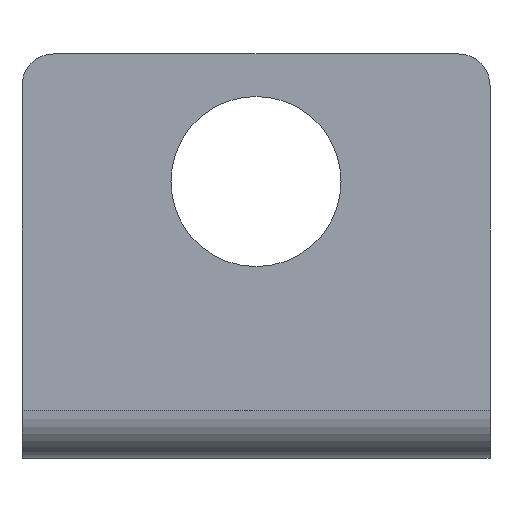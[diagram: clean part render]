
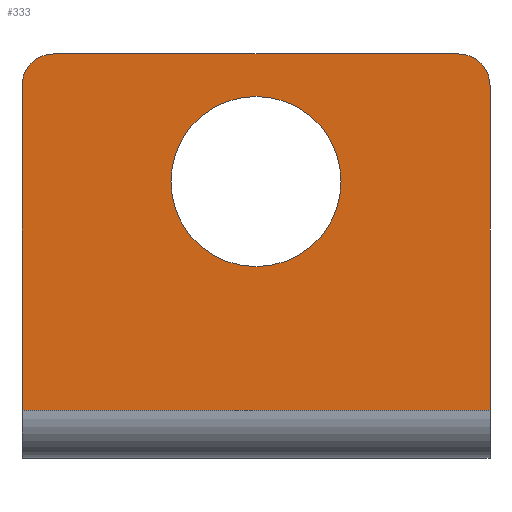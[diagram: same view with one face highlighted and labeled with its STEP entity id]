
A CAD part, front view. The second image highlights one B-rep face of the part: STEP entity #333.
In plain terms, the highlighted planar face has unit normal (0, -1, 0).
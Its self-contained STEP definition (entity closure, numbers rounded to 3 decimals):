
#14 = VERTEX_POINT ( 'NONE', #808 ) ;
#90 = CARTESIAN_POINT ( 'NONE',  ( 22., -15., 31. ) ) ;
#92 = DIRECTION ( 'NONE',  ( -1., 0., 0. ) ) ;
#93 = CARTESIAN_POINT ( 'NONE',  ( 0., -15., 22. ) ) ;
#94 = DIRECTION ( 'NONE',  ( 0., -1., 0. ) ) ;
#95 = DIRECTION ( 'NONE',  ( 0., 0., 1. ) ) ;
#96 = CARTESIAN_POINT ( 'NONE',  ( -19., -15., 34. ) ) ;
#97 = DIRECTION ( 'NONE',  ( 0., 0., 1. ) ) ;
#98 = CARTESIAN_POINT ( 'NONE',  ( -22., -15., 31. ) ) ;
#99 = DIRECTION ( 'NONE',  ( 0., 0., -1. ) ) ;
#100 = CARTESIAN_POINT ( 'NONE',  ( 19., -15., 31. ) ) ;
#101 = DIRECTION ( 'NONE',  ( 0., -1., 0. ) ) ;
#102 = DIRECTION ( 'NONE',  ( 0., 0., 1. ) ) ;
#105 = CARTESIAN_POINT ( 'NONE',  ( -19., -15., 31. ) ) ;
#106 = DIRECTION ( 'NONE',  ( 0., -1., 0. ) ) ;
#107 = DIRECTION ( 'NONE',  ( 0., 0., 1. ) ) ;
#108 = CARTESIAN_POINT ( 'NONE',  ( 22., -15., 31. ) ) ;
#143 = EDGE_CURVE ( 'NONE', #719, #714, #521, .T. ) ;
#229 = CARTESIAN_POINT ( 'NONE',  ( -19., -15., 31. ) ) ;
#232 = PLANE ( 'NONE',  #766 ) ;
#234 = DIRECTION ( 'NONE',  ( 0., 1., 0. ) ) ;
#235 = DIRECTION ( 'NONE',  ( 0., 0., 1. ) ) ;
#282 = CARTESIAN_POINT ( 'NONE',  ( -19., -15., 34. ) ) ;
#294 = CARTESIAN_POINT ( 'NONE',  ( -22., -15., 0.5 ) ) ;
#297 = CARTESIAN_POINT ( 'NONE',  ( 22., -15., 0.5 ) ) ;
#301 = CARTESIAN_POINT ( 'NONE',  ( 19., -15., 34. ) ) ;
#310 = CARTESIAN_POINT ( 'NONE',  ( 0., -15., 14. ) ) ;
#313 = CARTESIAN_POINT ( 'NONE',  ( 0., -15., 30. ) ) ;
#316 = DIRECTION ( 'NONE',  ( -1., 0., 0. ) ) ;
#321 = CARTESIAN_POINT ( 'NONE',  ( -22., -15., 0.5 ) ) ;
#333 = ADVANCED_FACE ( 'NONE', ( #367, #376 ), #232, .F. ) ;
#367 = FACE_BOUND ( 'NONE', #474, .T. ) ;
#376 = FACE_OUTER_BOUND ( 'NONE', #473, .T. ) ;
#401 = VECTOR ( 'NONE', #316, 1000. ) ;
#402 = CIRCLE ( 'NONE', #783, 8. ) ;
#404 = LINE ( 'NONE', #321, #401 ) ;
#405 = CIRCLE ( 'NONE', #784, 3. ) ;
#406 = LINE ( 'NONE', #90, #407 ) ;
#407 = VECTOR ( 'NONE', #97, 1000. ) ;
#408 = LINE ( 'NONE', #96, #410 ) ;
#409 = CIRCLE ( 'NONE', #785, 3. ) ;
#410 = VECTOR ( 'NONE', #92, 1000. ) ;
#411 = LINE ( 'NONE', #98, #412 ) ;
#412 = VECTOR ( 'NONE', #99, 1000. ) ;
#449 = VERTEX_POINT ( 'NONE', #282 ) ;
#460 = VERTEX_POINT ( 'NONE', #294 ) ;
#463 = VERTEX_POINT ( 'NONE', #297 ) ;
#473 = EDGE_LOOP ( 'NONE', ( #844, #845, #846, #847, #848, #849 ) ) ;
#474 = EDGE_LOOP ( 'NONE', ( #842, #843 ) ) ;
#521 = CIRCLE ( 'NONE', #736, 8. ) ;
#604 = CARTESIAN_POINT ( 'NONE',  ( 0., -15., 22. ) ) ;
#605 = DIRECTION ( 'NONE',  ( 0., -1., 0. ) ) ;
#606 = DIRECTION ( 'NONE',  ( 0., 0., 1. ) ) ;
#708 = VERTEX_POINT ( 'NONE', #301 ) ;
#714 = VERTEX_POINT ( 'NONE', #310 ) ;
#719 = VERTEX_POINT ( 'NONE', #313 ) ;
#724 = EDGE_CURVE ( 'NONE', #463, #460, #404, .T. ) ;
#726 = EDGE_CURVE ( 'NONE', #714, #719, #402, .T. ) ;
#727 = EDGE_CURVE ( 'NONE', #463, #807, #406, .T. ) ;
#728 = EDGE_CURVE ( 'NONE', #807, #708, #405, .T. ) ;
#729 = EDGE_CURVE ( 'NONE', #708, #449, #408, .T. ) ;
#730 = EDGE_CURVE ( 'NONE', #449, #14, #409, .T. ) ;
#731 = EDGE_CURVE ( 'NONE', #14, #460, #411, .T. ) ;
#736 = AXIS2_PLACEMENT_3D ( 'NONE', #604, #605, #606 ) ;
#766 = AXIS2_PLACEMENT_3D ( 'NONE', #229, #234, #235 ) ;
#783 = AXIS2_PLACEMENT_3D ( 'NONE', #93, #94, #95 ) ;
#784 = AXIS2_PLACEMENT_3D ( 'NONE', #100, #101, #102 ) ;
#785 = AXIS2_PLACEMENT_3D ( 'NONE', #105, #106, #107 ) ;
#807 = VERTEX_POINT ( 'NONE', #108 ) ;
#808 = CARTESIAN_POINT ( 'NONE',  ( -22., -15., 31. ) ) ;
#842 = ORIENTED_EDGE ( 'NONE', *, *, #143, .F. ) ;
#843 = ORIENTED_EDGE ( 'NONE', *, *, #726, .F. ) ;
#844 = ORIENTED_EDGE ( 'NONE', *, *, #724, .F. ) ;
#845 = ORIENTED_EDGE ( 'NONE', *, *, #727, .T. ) ;
#846 = ORIENTED_EDGE ( 'NONE', *, *, #728, .T. ) ;
#847 = ORIENTED_EDGE ( 'NONE', *, *, #729, .T. ) ;
#848 = ORIENTED_EDGE ( 'NONE', *, *, #730, .T. ) ;
#849 = ORIENTED_EDGE ( 'NONE', *, *, #731, .T. ) ;
